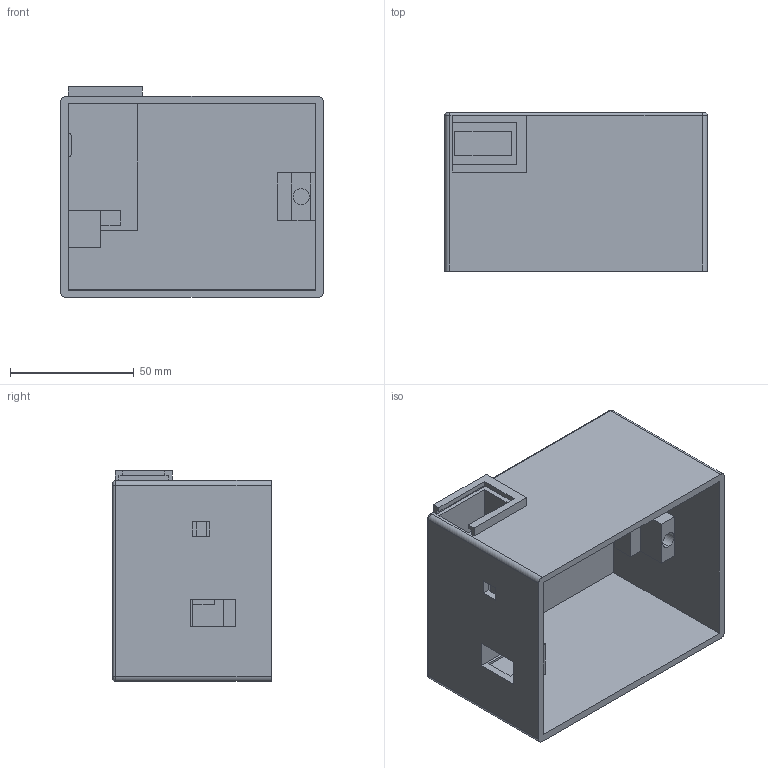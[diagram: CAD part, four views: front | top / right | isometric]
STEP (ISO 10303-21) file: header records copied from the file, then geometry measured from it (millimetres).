
FILE_DESCRIPTION (( 'STEP AP214' ), '1' );
FILE_NAME ('BASE_v1.STEP', '2018-06-23T11:03:50', ( '' ), ( '' ), 'SwSTEP 2.0', 'SolidWorks 2017', '' );
FILE_SCHEMA (( 'AUTOMOTIVE_DESIGN' ));
Length unit declared in the file: millimetre
Products named in the file (2): BASE_v1
Bounding box: 106 x 64 x 85.19 mm (x, y, z)
Volume: 106315.9 mm3; surface area: 71525.7 mm2
Topology: 1 solids, 1 shells, 102 faces, 292 edges, 190 vertices
Faces by surface type: plane 86, cylinder 12, torus 4
Entity records: 3353 total; most frequent: CARTESIAN_POINT 586, ORIENTED_EDGE 584, DIRECTION 528, EDGE_CURVE 292, LINE 264, VECTOR 264, VERTEX_POINT 190, AXIS2_PLACEMENT_3D 132
